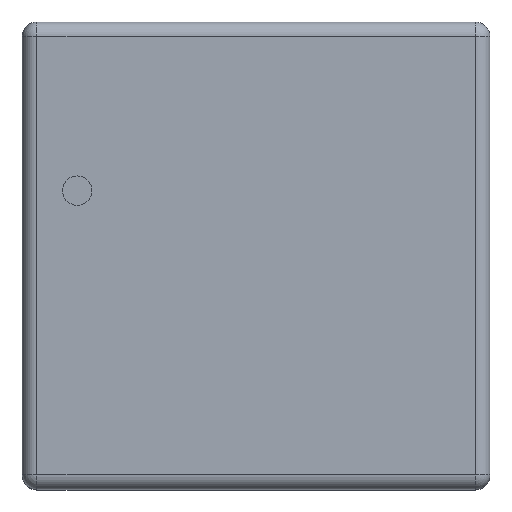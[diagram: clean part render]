
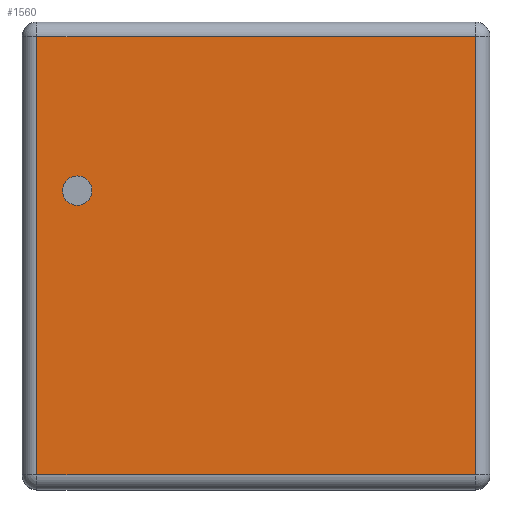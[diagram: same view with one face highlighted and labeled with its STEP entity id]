
A CAD part, top view. The second image highlights one B-rep face of the part: STEP entity #1560.
In plain terms, the highlighted planar face has unit normal (0, 0, 1).
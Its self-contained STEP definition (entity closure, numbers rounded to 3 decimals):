
#237 = LINE ( 'NONE', #7177, #7653 ) ;
#366 = LINE ( 'NONE', #6923, #5630 ) ;
#492 = CARTESIAN_POINT ( 'NONE',  ( -11.895, 11.9, 11.1 ) ) ;
#868 = EDGE_CURVE ( 'NONE', #1717, #5551, #7888, .T. ) ;
#908 = VERTEX_POINT ( 'NONE', #5586 ) ;
#1495 = CARTESIAN_POINT ( 'NONE',  ( -9.71, 4.336, 11.1 ) ) ;
#1517 = LINE ( 'NONE', #4033, #8319 ) ;
#1560 = ADVANCED_FACE ( 'NONE', ( #9779, #8067 ), #3531, .F. ) ;
#1717 = VERTEX_POINT ( 'NONE', #492 ) ;
#1736 = DIRECTION ( 'NONE',  ( 0., -1., 0. ) ) ;
#1738 = ORIENTED_EDGE ( 'NONE', *, *, #2649, .T. ) ;
#2039 = CIRCLE ( 'NONE', #6631, 0.8 ) ;
#2600 = DIRECTION ( 'NONE',  ( 0., -1., 0. ) ) ;
#2649 = EDGE_CURVE ( 'NONE', #5551, #4168, #366, .T. ) ;
#3503 = DIRECTION ( 'NONE',  ( 1., 0., 0. ) ) ;
#3531 = PLANE ( 'NONE',  #8593 ) ;
#3905 = EDGE_LOOP ( 'NONE', ( #5443, #5227 ) ) ;
#3955 = CARTESIAN_POINT ( 'NONE',  ( -11.895, -11.9, 11.1 ) ) ;
#4033 = CARTESIAN_POINT ( 'NONE',  ( 11.905, 11.9, 11.1 ) ) ;
#4054 = DIRECTION ( 'NONE',  ( 0., 0., 1. ) ) ;
#4130 = EDGE_CURVE ( 'NONE', #7885, #5125, #2039, .T. ) ;
#4168 = VERTEX_POINT ( 'NONE', #7178 ) ;
#4770 = EDGE_CURVE ( 'NONE', #5125, #7885, #9788, .T. ) ;
#4794 = DIRECTION ( 'NONE',  ( -1., 0., 0. ) ) ;
#4926 = DIRECTION ( 'NONE',  ( 0., -1., 0. ) ) ;
#4976 = ORIENTED_EDGE ( 'NONE', *, *, #868, .T. ) ;
#5037 = ORIENTED_EDGE ( 'NONE', *, *, #8271, .T. ) ;
#5110 = DIRECTION ( 'NONE',  ( 0., 0., 1. ) ) ;
#5125 = VERTEX_POINT ( 'NONE', #5685 ) ;
#5227 = ORIENTED_EDGE ( 'NONE', *, *, #4130, .F. ) ;
#5443 = ORIENTED_EDGE ( 'NONE', *, *, #4770, .F. ) ;
#5551 = VERTEX_POINT ( 'NONE', #7433 ) ;
#5569 = CARTESIAN_POINT ( 'NONE',  ( -9.71, 3.536, 11.1 ) ) ;
#5586 = CARTESIAN_POINT ( 'NONE',  ( 11.905, 11.9, 11.1 ) ) ;
#5630 = VECTOR ( 'NONE', #3503, 1000. ) ;
#5685 = CARTESIAN_POINT ( 'NONE',  ( -9.71, 2.736, 11.1 ) ) ;
#6029 = EDGE_LOOP ( 'NONE', ( #4976, #1738, #5037, #9465 ) ) ;
#6631 = AXIS2_PLACEMENT_3D ( 'NONE', #5569, #5110, #1736 ) ;
#6923 = CARTESIAN_POINT ( 'NONE',  ( 11.905, -11.9, 11.1 ) ) ;
#6955 = AXIS2_PLACEMENT_3D ( 'NONE', #8755, #4054, #4926 ) ;
#7091 = DIRECTION ( 'NONE',  ( 0., -1., 0. ) ) ;
#7177 = CARTESIAN_POINT ( 'NONE',  ( 11.905, -11.9, 11.1 ) ) ;
#7178 = CARTESIAN_POINT ( 'NONE',  ( 11.905, -11.9, 11.1 ) ) ;
#7433 = CARTESIAN_POINT ( 'NONE',  ( -11.895, -11.9, 11.1 ) ) ;
#7503 = CARTESIAN_POINT ( 'NONE',  ( 11.905, -11.9, 11.1 ) ) ;
#7653 = VECTOR ( 'NONE', #9469, 1000. ) ;
#7885 = VERTEX_POINT ( 'NONE', #1495 ) ;
#7888 = LINE ( 'NONE', #3955, #8579 ) ;
#8067 = FACE_BOUND ( 'NONE', #3905, .T. ) ;
#8180 = DIRECTION ( 'NONE',  ( 0., 0., -1. ) ) ;
#8271 = EDGE_CURVE ( 'NONE', #4168, #908, #237, .T. ) ;
#8319 = VECTOR ( 'NONE', #4794, 1000. ) ;
#8579 = VECTOR ( 'NONE', #7091, 1000. ) ;
#8593 = AXIS2_PLACEMENT_3D ( 'NONE', #7503, #8180, #2600 ) ;
#8755 = CARTESIAN_POINT ( 'NONE',  ( -9.71, 3.536, 11.1 ) ) ;
#9465 = ORIENTED_EDGE ( 'NONE', *, *, #9838, .T. ) ;
#9469 = DIRECTION ( 'NONE',  ( 0., 1., 0. ) ) ;
#9779 = FACE_OUTER_BOUND ( 'NONE', #6029, .T. ) ;
#9788 = CIRCLE ( 'NONE', #6955, 0.8 ) ;
#9838 = EDGE_CURVE ( 'NONE', #908, #1717, #1517, .T. ) ;
